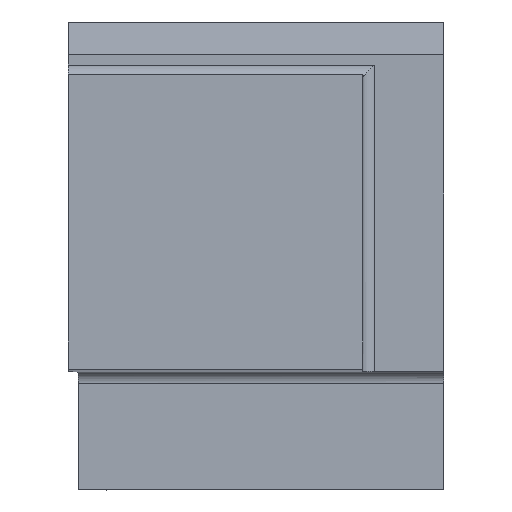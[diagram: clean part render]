
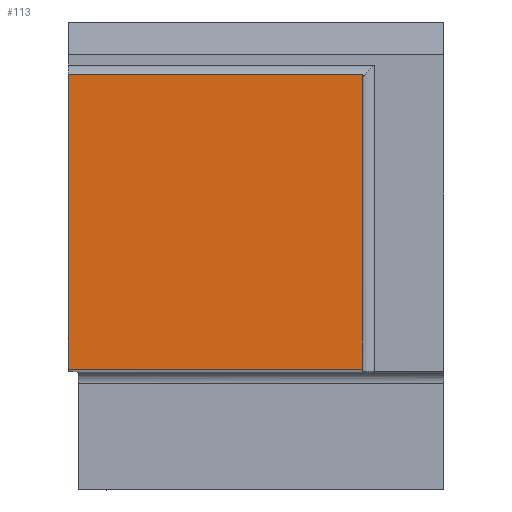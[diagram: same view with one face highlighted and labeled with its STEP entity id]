
A CAD part, top view. The second image highlights one B-rep face of the part: STEP entity #113.
In plain terms, the highlighted planar face has unit normal (0, 0, 1).
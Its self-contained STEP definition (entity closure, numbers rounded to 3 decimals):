
#113=ADVANCED_FACE('',(#188),#139,.F.);
#139=PLANE('',#1076);
#188=FACE_OUTER_BOUND('',#237,.T.);
#237=EDGE_LOOP('',(#534,#535,#536,#537));
#534=ORIENTED_EDGE('',*,*,#753,.F.);
#535=ORIENTED_EDGE('',*,*,#768,.T.);
#536=ORIENTED_EDGE('',*,*,#767,.T.);
#537=ORIENTED_EDGE('',*,*,#755,.T.);
#625=VERTEX_POINT('',#1624);
#626=VERTEX_POINT('',#1626);
#627=VERTEX_POINT('',#1630);
#633=VERTEX_POINT('',#1671);
#753=EDGE_CURVE('',#625,#626,#845,.T.);
#755=EDGE_CURVE('',#627,#626,#847,.T.);
#767=EDGE_CURVE('',#633,#627,#857,.T.);
#768=EDGE_CURVE('',#625,#633,#858,.T.);
#845=LINE('',#1625,#935);
#847=LINE('',#1629,#937);
#857=LINE('',#1672,#947);
#858=LINE('',#1674,#948);
#935=VECTOR('',#1325,1.);
#937=VECTOR('',#1329,1.);
#947=VECTOR('',#1351,1.);
#948=VECTOR('',#1354,1.);
#1076=AXIS2_PLACEMENT_3D('',#1675,#1355,#1356);
#1325=DIRECTION('',(-1.,0.,0.));
#1329=DIRECTION('',(0.,-1.,0.));
#1351=DIRECTION('',(-1.,0.,0.));
#1354=DIRECTION('',(0.,1.,0.));
#1355=DIRECTION('',(0.,0.,-1.));
#1356=DIRECTION('',(1.,0.,0.));
#1624=CARTESIAN_POINT('',(20.,0.,0.));
#1625=CARTESIAN_POINT('',(20.,0.,0.));
#1626=CARTESIAN_POINT('',(0.,0.,0.));
#1629=CARTESIAN_POINT('',(0.,20.,0.));
#1630=CARTESIAN_POINT('',(0.,20.,0.));
#1671=CARTESIAN_POINT('',(20.,20.,0.));
#1672=CARTESIAN_POINT('',(20.,20.,0.));
#1674=CARTESIAN_POINT('',(20.,0.,0.));
#1675=CARTESIAN_POINT('',(24.275,20.,0.));
